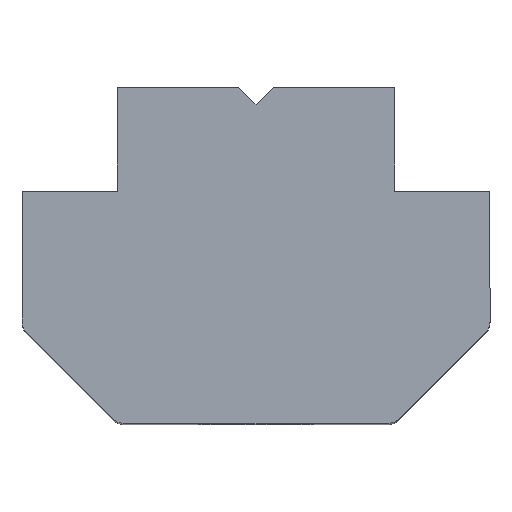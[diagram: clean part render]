
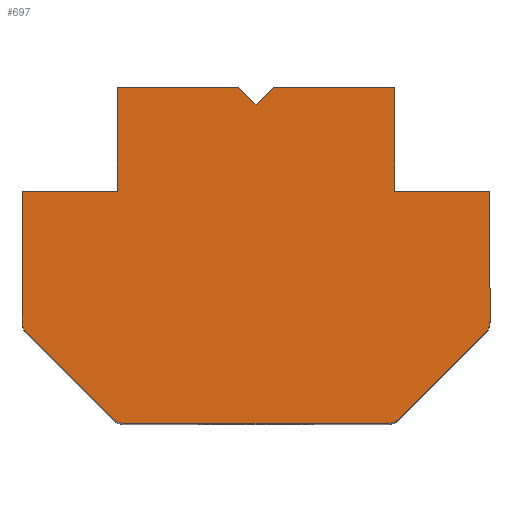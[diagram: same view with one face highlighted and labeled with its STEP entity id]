
A CAD part, top view. The second image highlights one B-rep face of the part: STEP entity #697.
In plain terms, the highlighted planar face has unit normal (0, 0, 1).
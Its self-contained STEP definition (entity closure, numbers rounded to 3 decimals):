
#2 = ORIENTED_EDGE ( 'NONE', *, *, #721, .F. ) ;
#34 = ORIENTED_EDGE ( 'NONE', *, *, #739, .T. ) ;
#41 = ORIENTED_EDGE ( 'NONE', *, *, #759, .F. ) ;
#60 = EDGE_LOOP ( 'NONE', ( #626, #634, #635, #660, #95, #113, #34, #61, #613, #79, #641, #2, #615, #41, #90, #655, #622 ) ) ;
#61 = ORIENTED_EDGE ( 'NONE', *, *, #813, .F. ) ;
#79 = ORIENTED_EDGE ( 'NONE', *, *, #727, .F. ) ;
#90 = ORIENTED_EDGE ( 'NONE', *, *, #749, .F. ) ;
#95 = ORIENTED_EDGE ( 'NONE', *, *, #706, .T. ) ;
#113 = ORIENTED_EDGE ( 'NONE', *, *, #818, .T. ) ;
#125 = VERTEX_POINT ( 'NONE', #194 ) ;
#131 = VERTEX_POINT ( 'NONE', #209 ) ;
#138 = VERTEX_POINT ( 'NONE', #186 ) ;
#139 = VERTEX_POINT ( 'NONE', #183 ) ;
#145 = VERTEX_POINT ( 'NONE', #172 ) ;
#147 = VERTEX_POINT ( 'NONE', #166 ) ;
#148 = VERTEX_POINT ( 'NONE', #231 ) ;
#150 = VERTEX_POINT ( 'NONE', #196 ) ;
#152 = VERTEX_POINT ( 'NONE', #216 ) ;
#153 = VERTEX_POINT ( 'NONE', #195 ) ;
#154 = VERTEX_POINT ( 'NONE', #192 ) ;
#155 = VERTEX_POINT ( 'NONE', #177 ) ;
#156 = VERTEX_POINT ( 'NONE', #176 ) ;
#157 = VERTEX_POINT ( 'NONE', #175 ) ;
#158 = VERTEX_POINT ( 'NONE', #236 ) ;
#160 = VERTEX_POINT ( 'NONE', #234 ) ;
#162 = VERTEX_POINT ( 'NONE', #227 ) ;
#166 = CARTESIAN_POINT ( 'NONE',  ( -0.5, 4.85, 10. ) ) ;
#172 = CARTESIAN_POINT ( 'NONE',  ( 3.793, -4.85, 10. ) ) ;
#175 = CARTESIAN_POINT ( 'NONE',  ( -6.75, 1.85, 10. ) ) ;
#176 = CARTESIAN_POINT ( 'NONE',  ( 4., 1.85, 10. ) ) ;
#177 = CARTESIAN_POINT ( 'NONE',  ( -6.604, -2.246, 10. ) ) ;
#183 = CARTESIAN_POINT ( 'NONE',  ( -3.793, -4.85, 10. ) ) ;
#186 = CARTESIAN_POINT ( 'NONE',  ( 4., 4.85, 10. ) ) ;
#192 = CARTESIAN_POINT ( 'NONE',  ( -4.146, -4.704, 10. ) ) ;
#194 = CARTESIAN_POINT ( 'NONE',  ( 6.75, -1.893, 10. ) ) ;
#195 = CARTESIAN_POINT ( 'NONE',  ( 6.604, -2.246, 10. ) ) ;
#196 = CARTESIAN_POINT ( 'NONE',  ( 6.75, 1.85, 10. ) ) ;
#209 = CARTESIAN_POINT ( 'NONE',  ( -4., 4.85, 10. ) ) ;
#216 = CARTESIAN_POINT ( 'NONE',  ( -6.75, -1.893, 10. ) ) ;
#227 = CARTESIAN_POINT ( 'NONE',  ( -4., 1.85, 10. ) ) ;
#231 = CARTESIAN_POINT ( 'NONE',  ( 0., 4.35, 10. ) ) ;
#234 = CARTESIAN_POINT ( 'NONE',  ( 0.5, 4.85, 10. ) ) ;
#236 = CARTESIAN_POINT ( 'NONE',  ( 4.146, -4.704, 10. ) ) ;
#240 = DIRECTION ( 'NONE',  ( 1., 0., 0. ) ) ;
#243 = DIRECTION ( 'NONE',  ( 0.707, -0.707, 0. ) ) ;
#249 = DIRECTION ( 'NONE',  ( 0., 1., 0. ) ) ;
#251 = PLANE ( 'NONE',  #775 ) ;
#252 = DIRECTION ( 'NONE',  ( -0.707, 0.707, 0. ) ) ;
#254 = CARTESIAN_POINT ( 'NONE',  ( -4.425, -4.425, 10. ) ) ;
#255 = DIRECTION ( 'NONE',  ( 1., 0., 0. ) ) ;
#259 = DIRECTION ( 'NONE',  ( 0., 0., 1. ) ) ;
#261 = DIRECTION ( 'NONE',  ( 1., 0., 0. ) ) ;
#264 = CARTESIAN_POINT ( 'NONE',  ( 3.793, -4.35, 10. ) ) ;
#265 = DIRECTION ( 'NONE',  ( 0., 0., 1. ) ) ;
#266 = CARTESIAN_POINT ( 'NONE',  ( -3.793, -4.35, 10. ) ) ;
#269 = DIRECTION ( 'NONE',  ( 0., 0., 1. ) ) ;
#272 = CARTESIAN_POINT ( 'NONE',  ( 4.425, -4.425, 10. ) ) ;
#281 = CARTESIAN_POINT ( 'NONE',  ( 0., 1.85, 10. ) ) ;
#305 = DIRECTION ( 'NONE',  ( 1., 0., 0. ) ) ;
#306 = DIRECTION ( 'NONE',  ( 1., 0., 0. ) ) ;
#316 = CARTESIAN_POINT ( 'NONE',  ( 0., 4.85, 10. ) ) ;
#320 = CARTESIAN_POINT ( 'NONE',  ( 4., 0., 10. ) ) ;
#321 = DIRECTION ( 'NONE',  ( 0., 1., 0. ) ) ;
#323 = CARTESIAN_POINT ( 'NONE',  ( -4., 0., 10. ) ) ;
#331 = CARTESIAN_POINT ( 'NONE',  ( -6.75, 0., 10. ) ) ;
#332 = CARTESIAN_POINT ( 'NONE',  ( 0., 0., 10. ) ) ;
#333 = CARTESIAN_POINT ( 'NONE',  ( 0., 4.85, 10. ) ) ;
#337 = DIRECTION ( 'NONE',  ( 1., 0., 0. ) ) ;
#341 = DIRECTION ( 'NONE',  ( 0., 1., 0. ) ) ;
#342 = CARTESIAN_POINT ( 'NONE',  ( 0., 1.85, 10. ) ) ;
#355 = DIRECTION ( 'NONE',  ( 0.707, 0.707, 0. ) ) ;
#386 = DIRECTION ( 'NONE',  ( 0.707, 0.707, 0. ) ) ;
#397 = CARTESIAN_POINT ( 'NONE',  ( -2.175, 2.175, 10. ) ) ;
#403 = CIRCLE ( 'NONE', #714, 0.5 ) ;
#404 = CIRCLE ( 'NONE', #776, 0.5 ) ;
#405 = CIRCLE ( 'NONE', #765, 0.5 ) ;
#407 = VECTOR ( 'NONE', #539, 1000. ) ;
#408 = CIRCLE ( 'NONE', #712, 0.5 ) ;
#411 = LINE ( 'NONE', #320, #407 ) ;
#412 = VECTOR ( 'NONE', #306, 1000. ) ;
#422 = LINE ( 'NONE', #281, #412 ) ;
#458 = CARTESIAN_POINT ( 'NONE',  ( 6.75, 0., 10. ) ) ;
#466 = VECTOR ( 'NONE', #255, 1000. ) ;
#470 = CARTESIAN_POINT ( 'NONE',  ( 6.25, -1.893, 10. ) ) ;
#471 = LINE ( 'NONE', #536, #466 ) ;
#483 = DIRECTION ( 'NONE',  ( 0., 0., 1. ) ) ;
#486 = DIRECTION ( 'NONE',  ( 1., 0., 0. ) ) ;
#506 = VECTOR ( 'NONE', #249, 1000. ) ;
#509 = VECTOR ( 'NONE', #252, 1000. ) ;
#513 = LINE ( 'NONE', #254, #509 ) ;
#517 = VECTOR ( 'NONE', #321, 1000. ) ;
#522 = LINE ( 'NONE', #323, #517 ) ;
#525 = LINE ( 'NONE', #331, #506 ) ;
#529 = CARTESIAN_POINT ( 'NONE',  ( 2.175, 2.175, 10. ) ) ;
#528 = VECTOR ( 'NONE', #337, 1000. ) ;
#531 = DIRECTION ( 'NONE',  ( 1., 0., 0. ) ) ;
#533 = LINE ( 'NONE', #342, #528 ) ;
#534 = VECTOR ( 'NONE', #386, 1000. ) ;
#536 = CARTESIAN_POINT ( 'NONE',  ( 0., -4.85, 10. ) ) ;
#539 = DIRECTION ( 'NONE',  ( 0., -1., 0. ) ) ;
#540 = LINE ( 'NONE', #397, #534 ) ;
#549 = VECTOR ( 'NONE', #341, 1000. ) ;
#553 = LINE ( 'NONE', #458, #549 ) ;
#561 = VECTOR ( 'NONE', #486, 1000. ) ;
#563 = LINE ( 'NONE', #316, #561 ) ;
#567 = CARTESIAN_POINT ( 'NONE',  ( -6.25, -1.893, 10. ) ) ;
#568 = VECTOR ( 'NONE', #305, 1000. ) ;
#569 = LINE ( 'NONE', #333, #568 ) ;
#571 = DIRECTION ( 'NONE',  ( 0., 0., 1. ) ) ;
#572 = DIRECTION ( 'NONE',  ( 1., 0., 0. ) ) ;
#579 = DIRECTION ( 'NONE',  ( 1., 0., 0. ) ) ;
#592 = LINE ( 'NONE', #272, #657 ) ;
#593 = FACE_OUTER_BOUND ( 'NONE', #60, .T. ) ;
#613 = ORIENTED_EDGE ( 'NONE', *, *, #815, .F. ) ;
#615 = ORIENTED_EDGE ( 'NONE', *, *, #730, .F. ) ;
#622 = ORIENTED_EDGE ( 'NONE', *, *, #819, .T. ) ;
#626 = ORIENTED_EDGE ( 'NONE', *, *, #773, .F. ) ;
#634 = ORIENTED_EDGE ( 'NONE', *, *, #816, .T. ) ;
#635 = ORIENTED_EDGE ( 'NONE', *, *, #798, .T. ) ;
#641 = ORIENTED_EDGE ( 'NONE', *, *, #746, .F. ) ;
#647 = VECTOR ( 'NONE', #243, 1000. ) ;
#655 = ORIENTED_EDGE ( 'NONE', *, *, #774, .F. ) ;
#657 = VECTOR ( 'NONE', #355, 1000. ) ;
#660 = ORIENTED_EDGE ( 'NONE', *, *, #817, .T. ) ;
#670 = LINE ( 'NONE', #529, #647 ) ;
#697 = ADVANCED_FACE ( 'NONE', ( #593 ), #251, .T. ) ;
#706 = EDGE_CURVE ( 'NONE', #158, #153, #592, .T. ) ;
#712 = AXIS2_PLACEMENT_3D ( 'NONE', #266, #269, #579 ) ;
#714 = AXIS2_PLACEMENT_3D ( 'NONE', #567, #571, #572 ) ;
#721 = EDGE_CURVE ( 'NONE', #147, #148, #670, .T. ) ;
#727 = EDGE_CURVE ( 'NONE', #160, #138, #569, .T. ) ;
#730 = EDGE_CURVE ( 'NONE', #131, #147, #563, .T. ) ;
#739 = EDGE_CURVE ( 'NONE', #125, #150, #553, .T. ) ;
#746 = EDGE_CURVE ( 'NONE', #148, #160, #540, .T. ) ;
#749 = EDGE_CURVE ( 'NONE', #157, #162, #533, .T. ) ;
#759 = EDGE_CURVE ( 'NONE', #162, #131, #522, .T. ) ;
#765 = AXIS2_PLACEMENT_3D ( 'NONE', #264, #265, #240 ) ;
#773 = EDGE_CURVE ( 'NONE', #154, #155, #513, .T. ) ;
#774 = EDGE_CURVE ( 'NONE', #152, #157, #525, .T. ) ;
#775 = AXIS2_PLACEMENT_3D ( 'NONE', #332, #259, #261 ) ;
#776 = AXIS2_PLACEMENT_3D ( 'NONE', #470, #483, #531 ) ;
#798 = EDGE_CURVE ( 'NONE', #139, #145, #471, .T. ) ;
#813 = EDGE_CURVE ( 'NONE', #156, #150, #422, .T. ) ;
#815 = EDGE_CURVE ( 'NONE', #138, #156, #411, .T. ) ;
#816 = EDGE_CURVE ( 'NONE', #154, #139, #408, .T. ) ;
#817 = EDGE_CURVE ( 'NONE', #145, #158, #405, .T. ) ;
#818 = EDGE_CURVE ( 'NONE', #153, #125, #404, .T. ) ;
#819 = EDGE_CURVE ( 'NONE', #152, #155, #403, .T. ) ;
